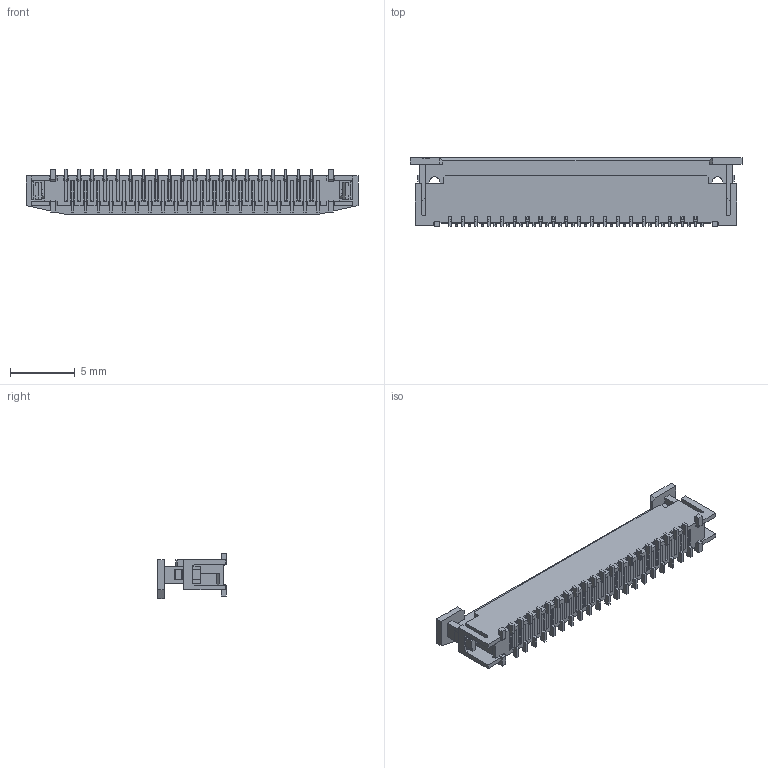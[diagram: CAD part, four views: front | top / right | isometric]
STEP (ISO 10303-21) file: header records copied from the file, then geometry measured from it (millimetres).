
FILE_DESCRIPTION((''),'2;1');
FILE_NAME('525594052','2010-06-16T',('pnb'),(''),'PRO/ENGINEER BY PARAMETRIC TECHNOLOGY CORPORATION, 2003451','PRO/ENGINEER BY PARAMETRIC TECHNOLOGY CORPORATION, 2003451','');
FILE_SCHEMA(('CONFIG_CONTROL_DESIGN'));
Length unit declared in the file: millimetre
Products named in the file (1): 525594052
Bounding box: 25.7 x 5.3 x 3.5 mm (x, y, z)
Volume: 182.7 mm3; surface area: 1206 mm2
Topology: 1 solids, 1 shells, 1650 faces, 5688 edges, 3792 vertices
Faces by surface type: plane 1442, cylinder 208
Entity records: 60595 total; most frequent: ORIENTED_EDGE 11024, CARTESIAN_POINT 10956, DIRECTION 9408, EDGE_CURVE 5512, VECTOR 5272, LINE 5272, VERTEX_POINT 3616, AXIS2_PLACEMENT_3D 2068
